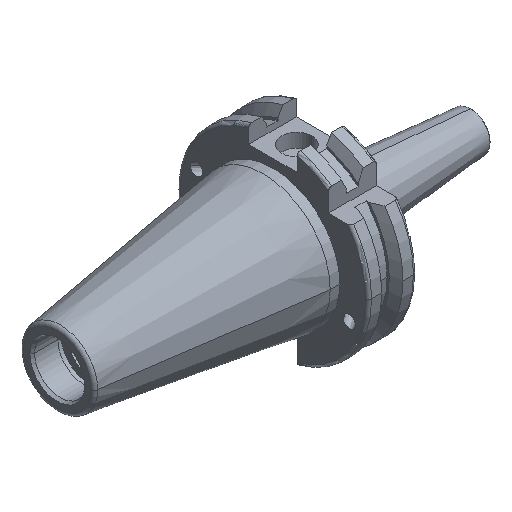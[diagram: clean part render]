
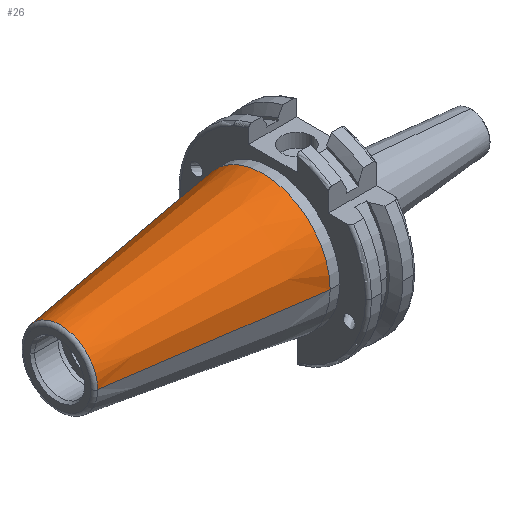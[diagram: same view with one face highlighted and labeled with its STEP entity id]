
A CAD part, isometric view. The second image highlights one B-rep face of the part: STEP entity #26.
In plain terms, the highlighted conical face has half-angle 8.297 degrees and reference radius 22.225 mm.
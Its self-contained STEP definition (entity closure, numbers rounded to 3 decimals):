
#26 = ADVANCED_FACE ( 'NONE', ( #2084 ), #3323, .T. ) ;
#98 = CARTESIAN_POINT ( 'NONE',  ( -19.1, -22.225, 0. ) ) ;
#372 = DIRECTION ( 'NONE',  ( 0.99, -0.144, 0. ) ) ;
#418 = CIRCLE ( 'NONE', #1696, 22.225 ) ;
#481 = VERTEX_POINT ( 'NONE', #2311 ) ;
#533 = VERTEX_POINT ( 'NONE', #3107 ) ;
#718 = DIRECTION ( 'NONE',  ( -1., 0., 0. ) ) ;
#729 = VECTOR ( 'NONE', #372, 1000. ) ;
#784 = DIRECTION ( 'NONE',  ( -1., 0., 0. ) ) ;
#877 = VERTEX_POINT ( 'NONE', #2014 ) ;
#939 = AXIS2_PLACEMENT_3D ( 'NONE', #2380, #784, #2638 ) ;
#958 = VERTEX_POINT ( 'NONE', #3116 ) ;
#1037 = DIRECTION ( 'NONE',  ( 0., 1., 0. ) ) ;
#1087 = EDGE_CURVE ( 'NONE', #481, #533, #1825, .T. ) ;
#1197 = CARTESIAN_POINT ( 'NONE',  ( -19.1, 22.225, 0. ) ) ;
#1394 = AXIS2_PLACEMENT_3D ( 'NONE', #2612, #2869, #1037 ) ;
#1421 = LINE ( 'NONE', #98, #729 ) ;
#1677 = EDGE_CURVE ( 'NONE', #877, #958, #418, .T. ) ;
#1696 = AXIS2_PLACEMENT_3D ( 'NONE', #2310, #718, #2576 ) ;
#1825 = CIRCLE ( 'NONE', #939, 12.4 ) ;
#1969 = LINE ( 'NONE', #1197, #3367 ) ;
#2014 = CARTESIAN_POINT ( 'NONE',  ( -19.1, -22.225, 0. ) ) ;
#2084 = FACE_OUTER_BOUND ( 'NONE', #2125, .T. ) ;
#2125 = EDGE_LOOP ( 'NONE', ( #3011, #3105, #2615, #3168 ) ) ;
#2310 = CARTESIAN_POINT ( 'NONE',  ( -19.1, 0., 0. ) ) ;
#2311 = CARTESIAN_POINT ( 'NONE',  ( -86.473, -12.4, 0. ) ) ;
#2380 = CARTESIAN_POINT ( 'NONE',  ( -86.473, 0., 0. ) ) ;
#2576 = DIRECTION ( 'NONE',  ( 0., -1., 0. ) ) ;
#2612 = CARTESIAN_POINT ( 'NONE',  ( -19.1, 0., 0. ) ) ;
#2615 = ORIENTED_EDGE ( 'NONE', *, *, #1677, .T. ) ;
#2638 = DIRECTION ( 'NONE',  ( 0., -1., 0. ) ) ;
#2869 = DIRECTION ( 'NONE',  ( 1., 0., 0. ) ) ;
#2959 = EDGE_CURVE ( 'NONE', #481, #877, #1421, .T. ) ;
#3011 = ORIENTED_EDGE ( 'NONE', *, *, #1087, .F. ) ;
#3035 = DIRECTION ( 'NONE',  ( 0.99, 0.144, 0. ) ) ;
#3062 = EDGE_CURVE ( 'NONE', #533, #958, #1969, .T. ) ;
#3105 = ORIENTED_EDGE ( 'NONE', *, *, #2959, .T. ) ;
#3107 = CARTESIAN_POINT ( 'NONE',  ( -86.473, 12.4, 0. ) ) ;
#3116 = CARTESIAN_POINT ( 'NONE',  ( -19.1, 22.225, 0. ) ) ;
#3168 = ORIENTED_EDGE ( 'NONE', *, *, #3062, .F. ) ;
#3323 = CONICAL_SURFACE ( 'NONE', #1394, 22.225, 0.145 ) ;
#3367 = VECTOR ( 'NONE', #3035, 1000. ) ;
